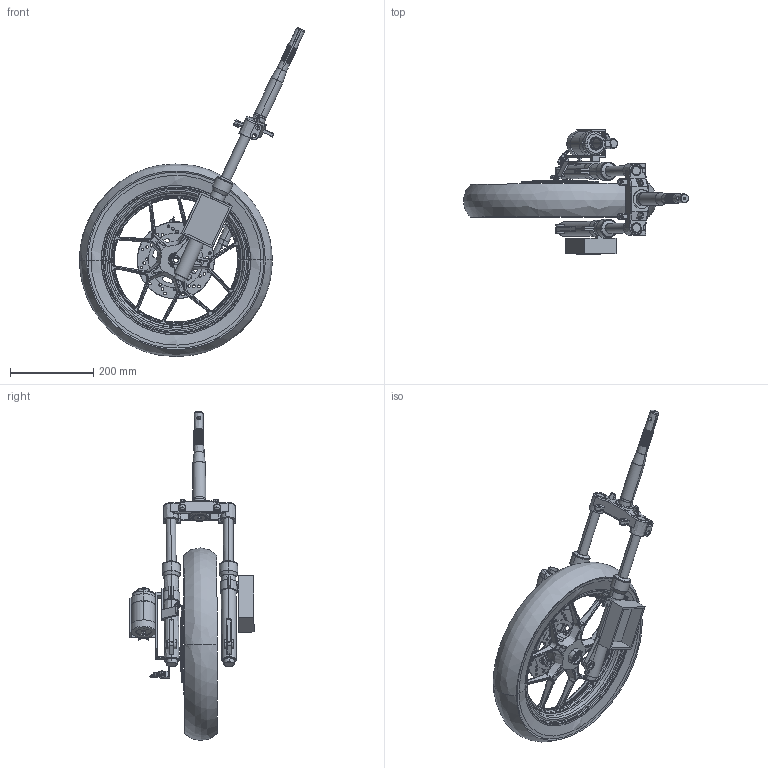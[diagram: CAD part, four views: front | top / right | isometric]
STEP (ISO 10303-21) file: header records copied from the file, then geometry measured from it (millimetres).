
FILE_DESCRIPTION(('FreeCAD Model'),'2;1');
FILE_NAME('Open CASCADE Shape Model','2025-05-09T18:06:04',('FreeCAD'),( 'FreeCAD'),'Open CASCADE STEP processor 7.6','FreeCAD','Unknown');
FILE_SCHEMA(('AUTOMOTIVE_DESIGN { 1 0 10303 214 1 1 1 1 }'));
Products named in the file (1): Open CASCADE STEP translator 7.6 1
Bounding box: 541.87 x 298.99 x 793.23 mm (x, y, z)
Volume: 7388141.8 mm3; surface area: 842791.6 mm2
Topology: 20 solids, 21 shells, 3737 faces, 10556 edges, 6861 vertices
Faces by surface type: bspline 3737
Entity records: 326213 total; most frequent: CARTESIAN_POINT 267655, ORIENTED_EDGE 21086, EDGE_CURVE 10547, VERTEX_POINT 6861, B_SPLINE_CURVE_WITH_KNOTS 6843, FACE_BOUND 3979, EDGE_LOOP 3979, ADVANCED_FACE 3737
